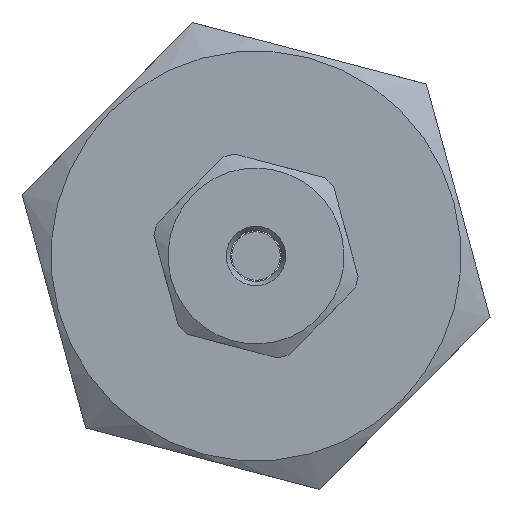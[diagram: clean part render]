
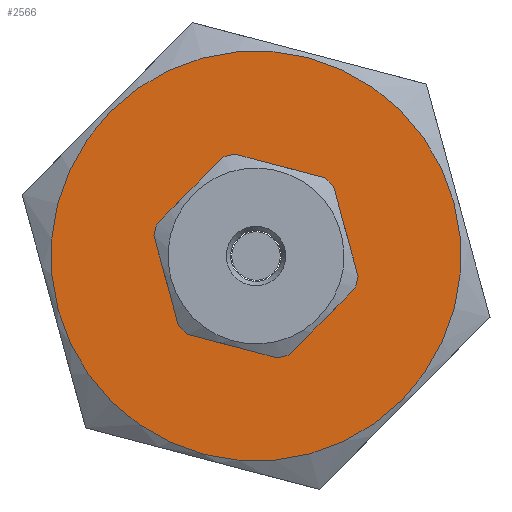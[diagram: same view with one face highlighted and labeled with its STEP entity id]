
A CAD part, left-side view. The second image highlights one B-rep face of the part: STEP entity #2566.
In plain terms, the highlighted planar face has unit normal (-1, 0, 0).
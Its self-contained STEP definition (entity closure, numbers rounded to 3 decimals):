
#2539=CARTESIAN_POINT('',(-12.827,-2.461,2.482));
#2540=DIRECTION('',(-1.0,0.0,0.0));
#2541=DIRECTION('',(0.0,-0.71,-0.704));
#2542=AXIS2_PLACEMENT_3D('',#2539,#2540,#2541);
#2543=PLANE('',#2542);
#2544=CARTESIAN_POINT('',(-12.827,-4.921,4.964));
#2545=VERTEX_POINT('',#2544);
#2546=CARTESIAN_POINT('',(-12.827,0.,0.));
#2547=DIRECTION('',(1.0,0.,0.));
#2548=DIRECTION('',(0.,-0.704,0.71));
#2549=AXIS2_PLACEMENT_3D('',#2546,#2547,#2548);
#2550=CIRCLE('',#2549,6.99);
#2551=EDGE_CURVE('',#2545,#2545,#2550,.T.);
#2552=ORIENTED_EDGE('',*,*,#2551,.F.);
#2553=EDGE_LOOP('',(#2552));
#2554=FACE_OUTER_BOUND('',#2553,.T.);
#2555=CARTESIAN_POINT('',(-12.827,1.725,-1.74));
#2556=VERTEX_POINT('',#2555);
#2557=CARTESIAN_POINT('',(-12.827,0.,0.));
#2558=DIRECTION('',(1.0,0.,0.));
#2559=DIRECTION('',(0.,0.704,-0.71));
#2560=AXIS2_PLACEMENT_3D('',#2557,#2558,#2559);
#2561=CIRCLE('',#2560,2.45);
#2562=EDGE_CURVE('',#2556,#2556,#2561,.T.);
#2563=ORIENTED_EDGE('',*,*,#2562,.T.);
#2564=EDGE_LOOP('',(#2563));
#2565=FACE_BOUND('',#2564,.T.);
#2566=ADVANCED_FACE('',(#2554,#2565),#2543,.T.);
